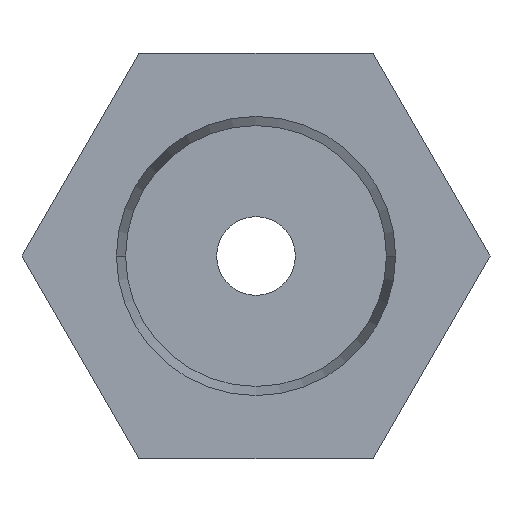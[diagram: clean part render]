
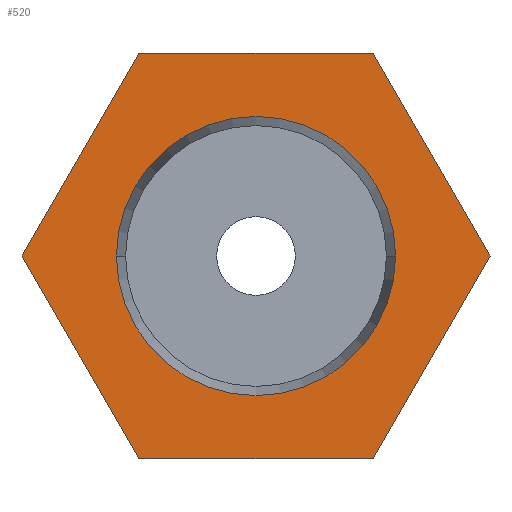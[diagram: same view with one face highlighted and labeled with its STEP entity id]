
A CAD part, front view. The second image highlights one B-rep face of the part: STEP entity #520.
In plain terms, the highlighted planar face has unit normal (0, -1, 0).
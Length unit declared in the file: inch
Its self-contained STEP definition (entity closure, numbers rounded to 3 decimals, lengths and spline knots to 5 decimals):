
#114=DIRECTION('',(1.,0.,0.));
#115=VECTOR('',#114,0.50518);
#116=CARTESIAN_POINT('',(-0.25259,0.,0.4375));
#117=LINE('',#116,#115);
#122=DIRECTION('',(0.5,0.,-0.866));
#123=VECTOR('',#122,0.50518);
#124=CARTESIAN_POINT('',(0.25259,0.,0.4375));
#125=LINE('',#124,#123);
#129=DIRECTION('',(-0.5,0.,-0.866));
#130=VECTOR('',#129,0.50518);
#131=CARTESIAN_POINT('',(0.50518,0.,0.));
#132=LINE('',#131,#130);
#136=DIRECTION('',(-1.,0.,0.));
#137=VECTOR('',#136,0.50518);
#138=CARTESIAN_POINT('',(0.25259,0.,-0.4375));
#139=LINE('',#138,#137);
#143=DIRECTION('',(-0.5,0.,0.866));
#144=VECTOR('',#143,0.50518);
#145=CARTESIAN_POINT('',(-0.25259,0.,-0.4375));
#146=LINE('',#145,#144);
#150=DIRECTION('',(0.5,0.,0.866));
#151=VECTOR('',#150,0.50518);
#152=CARTESIAN_POINT('',(-0.50518,0.,0.));
#153=LINE('',#152,#151);
#379=CARTESIAN_POINT('',(0.,0.,0.));
#380=DIRECTION('',(0.,1.,0.));
#381=DIRECTION('',(-1.,0.,0.));
#382=AXIS2_PLACEMENT_3D('',#379,#380,#381);
#395=CARTESIAN_POINT('',(0.,0.,0.));
#396=DIRECTION('',(0.,1.,0.));
#397=DIRECTION('',(1.,0.,0.));
#398=AXIS2_PLACEMENT_3D('',#395,#396,#397);
#439=CARTESIAN_POINT('',(-0.25259,0.,0.4375));
#440=CARTESIAN_POINT('',(0.25259,0.,0.4375));
#441=VERTEX_POINT('',#439);
#442=VERTEX_POINT('',#440);
#443=CARTESIAN_POINT('',(0.50518,0.,0.));
#444=VERTEX_POINT('',#443);
#445=CARTESIAN_POINT('',(0.25259,0.,-0.4375));
#446=VERTEX_POINT('',#445);
#447=CARTESIAN_POINT('',(-0.25259,0.,-0.4375));
#448=VERTEX_POINT('',#447);
#449=CARTESIAN_POINT('',(-0.50518,0.,0.));
#450=VERTEX_POINT('',#449);
#471=CARTESIAN_POINT('',(-0.30127,0.,0.));
#472=CARTESIAN_POINT('',(0.30127,0.,0.));
#473=VERTEX_POINT('',#471);
#474=VERTEX_POINT('',#472);
#495=CARTESIAN_POINT('',(0.,0.,0.));
#496=DIRECTION('',(0.,1.,0.));
#497=DIRECTION('',(1.,0.,0.));
#498=AXIS2_PLACEMENT_3D('',#495,#496,#497);
#499=PLANE('',#498);
#501=ORIENTED_EDGE('',*,*,#500,.T.);
#503=ORIENTED_EDGE('',*,*,#502,.T.);
#505=ORIENTED_EDGE('',*,*,#504,.T.);
#507=ORIENTED_EDGE('',*,*,#506,.T.);
#509=ORIENTED_EDGE('',*,*,#508,.T.);
#511=ORIENTED_EDGE('',*,*,#510,.T.);
#512=EDGE_LOOP('',(#501,#503,#505,#507,#509,#511));
#513=FACE_OUTER_BOUND('',#512,.F.);
#515=ORIENTED_EDGE('',*,*,#514,.F.);
#517=ORIENTED_EDGE('',*,*,#516,.F.);
#518=EDGE_LOOP('',(#515,#517));
#519=FACE_BOUND('',#518,.F.);
#520=ADVANCED_FACE('',(#513,#519),#499,.F.);
#383=CIRCLE('',#382,0.30127);
#399=CIRCLE('',#398,0.30127);
#500=EDGE_CURVE('',#441,#442,#117,.T.);
#502=EDGE_CURVE('',#442,#444,#125,.T.);
#504=EDGE_CURVE('',#444,#446,#132,.T.);
#506=EDGE_CURVE('',#446,#448,#139,.T.);
#508=EDGE_CURVE('',#448,#450,#146,.T.);
#510=EDGE_CURVE('',#450,#441,#153,.T.);
#514=EDGE_CURVE('',#473,#474,#383,.T.);
#516=EDGE_CURVE('',#474,#473,#399,.T.);
